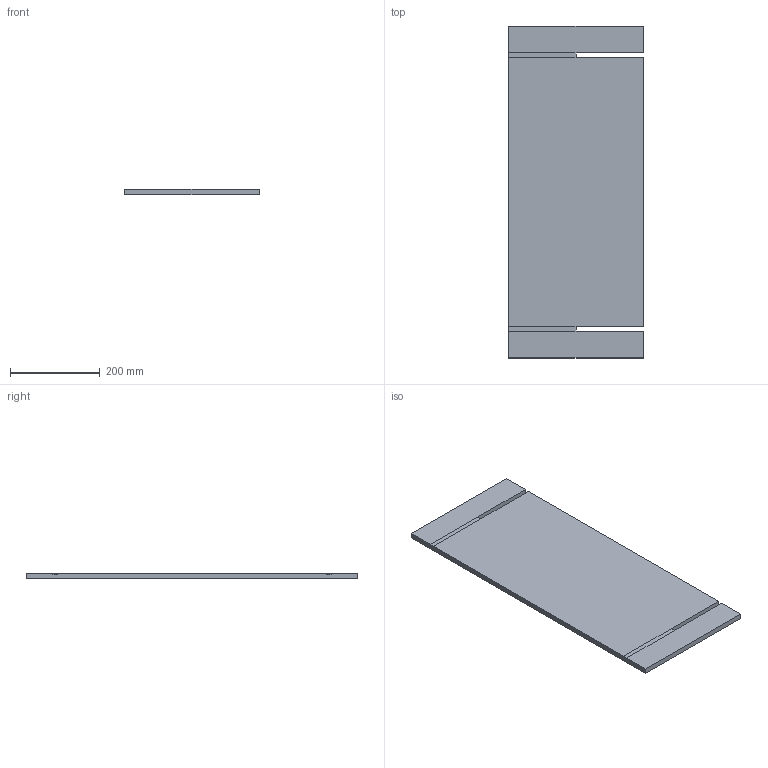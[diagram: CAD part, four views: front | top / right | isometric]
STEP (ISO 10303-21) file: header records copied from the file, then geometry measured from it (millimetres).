
FILE_DESCRIPTION(('FreeCAD Model'),'2;1');
FILE_NAME('Parte01.step', '2017-03-12T16:31:15',('Author'),(''), 'Open CASCADE STEP processor 6.8','FreeCAD','Unknown');
FILE_SCHEMA(('AUTOMOTIVE_DESIGN_CC2 { 1 2 10303 214 -1 1 5 4 }'));
Length unit declared in the file: millimetre
Products named in the file (3): Pad; Pocket; Pocket001
Bounding box: 300 x 740 x 12 mm (x, y, z)
Surface area: 1412160 mm2
Topology: 3 solids, 3 shells, 54 faces, 138 edges, 90 vertices
Faces by surface type: plane 54
Entity records: 3445 total; most frequent: CARTESIAN_POINT 559, DIRECTION 524, LINE 414, VECTOR 414, ORIENTED_EDGE 276, PCURVE 276, DEFINITIONAL_REPRESENTATION 276, EDGE_CURVE 138
